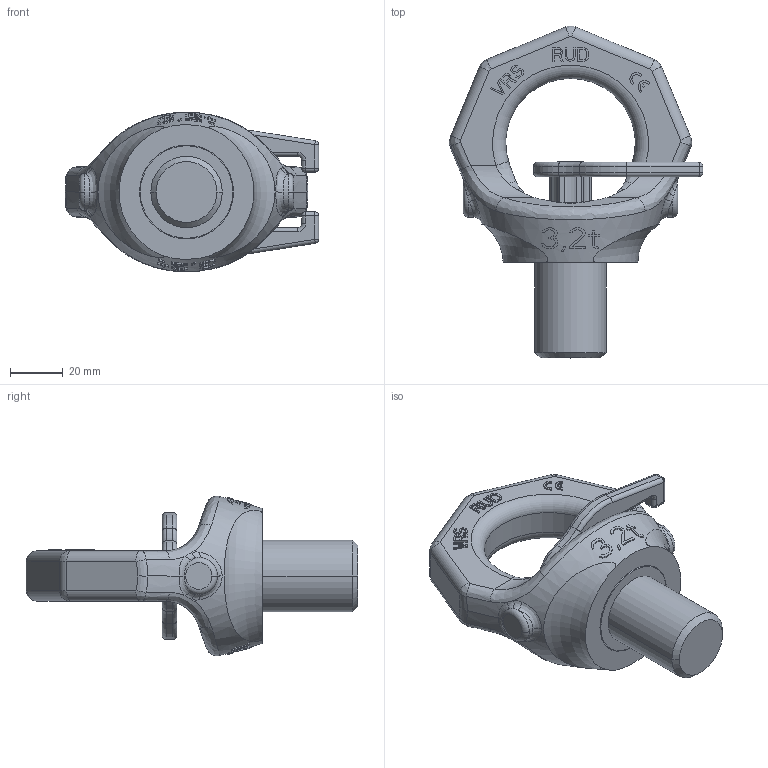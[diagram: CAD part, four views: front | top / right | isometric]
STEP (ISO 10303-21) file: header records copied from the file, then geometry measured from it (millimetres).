
FILE_DESCRIPTION((''),'2;1');
FILE_NAME('001-M35309-P-6_ASM','2018-08-21T',('Andreas.Wendler'),(''),'PRO/ENGINEER BY PARAMETRIC TECHNOLOGY CORPORATION, 2011490','PRO/ENGINEER BY PARAMETRIC TECHNOLOGY CORPORATION, 2011490','');
FILE_SCHEMA(('CONFIG_CONTROL_DESIGN'));
Length unit declared in the file: millimetre
Products named in the file (4): 001-M35309-P-1; 001-M13143-P-2; 001-M33194-P-1; 001-M35309-P-6_ASM
Assembly tree (3 placements, depth 2):
  001-M35309-P-6_ASM
    001-M35309-P-1
    001-M13143-P-2
    001-M33194-P-1
Bounding box: 95.86 x 125.52 x 60.47 mm (x, y, z)
Volume: 144789.7 mm3; surface area: 35411.6 mm2
Topology: 3 solids, 3 shells, 723 faces, 1945 edges, 1257 vertices
Faces by surface type: plane 537, cylinder 76, bspline 68, torus 28, sphere 12, cone 2
Entity records: 27628 total; most frequent: CARTESIAN_POINT 10594, ORIENTED_EDGE 3890, DIRECTION 2946, EDGE_CURVE 1945, VERTEX_POINT 1257, VECTOR 1156, LINE 1156, AXIS2_PLACEMENT_3D 895
